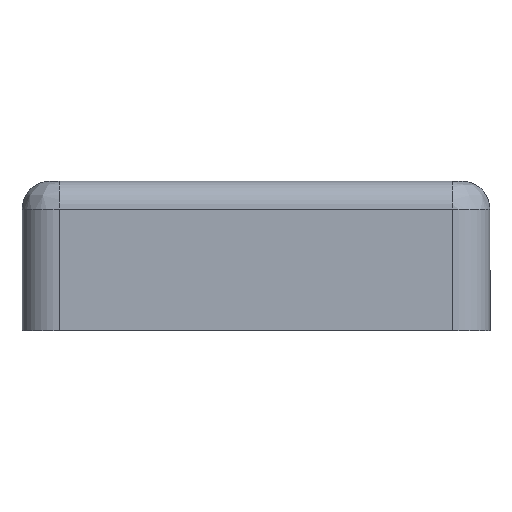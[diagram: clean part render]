
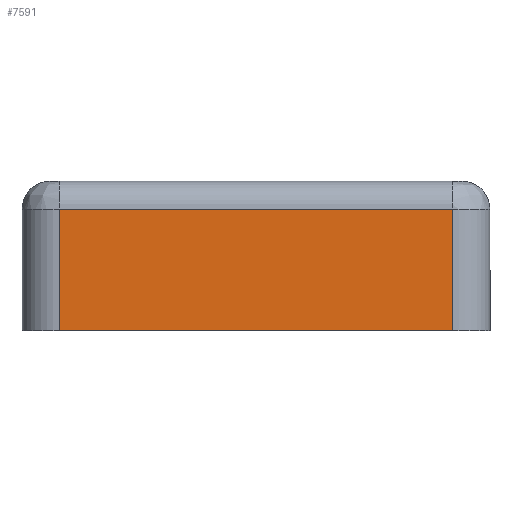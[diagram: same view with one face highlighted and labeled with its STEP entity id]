
A CAD part, left-side view. The second image highlights one B-rep face of the part: STEP entity #7591.
In plain terms, the highlighted planar face has unit normal (-1, 0, 0).
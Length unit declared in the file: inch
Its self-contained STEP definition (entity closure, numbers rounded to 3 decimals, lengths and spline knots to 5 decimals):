
#565 = DIRECTION ( 'NONE',  ( 0., 0., -1. ) ) ;
#632 = EDGE_LOOP ( 'NONE', ( #6624, #3689, #647, #3814 ) ) ;
#647 = ORIENTED_EDGE ( 'NONE', *, *, #6541, .F. ) ;
#738 = DIRECTION ( 'NONE',  ( 1., 0., 0. ) ) ;
#743 = LINE ( 'NONE', #3375, #2397 ) ;
#803 = CARTESIAN_POINT ( 'NONE',  ( -1.9685, 0.98425, 0.62992 ) ) ;
#1282 = LINE ( 'NONE', #8063, #4773 ) ;
#1510 = EDGE_CURVE ( 'NONE', #6519, #5134, #2228, .T. ) ;
#1907 = VECTOR ( 'NONE', #7701, 39.37008 ) ;
#2129 = PLANE ( 'NONE',  #7626 ) ;
#2228 = LINE ( 'NONE', #7629, #1907 ) ;
#2397 = VECTOR ( 'NONE', #3410, 39.37008 ) ;
#3375 = CARTESIAN_POINT ( 'NONE',  ( -1.9685, -0.82677, 0.62992 ) ) ;
#3410 = DIRECTION ( 'NONE',  ( 0., 0., -1. ) ) ;
#3689 = ORIENTED_EDGE ( 'NONE', *, *, #5202, .F. ) ;
#3814 = ORIENTED_EDGE ( 'NONE', *, *, #4656, .F. ) ;
#4656 = EDGE_CURVE ( 'NONE', #5134, #6480, #743, .T. ) ;
#4745 = VECTOR ( 'NONE', #6967, 39.37008 ) ;
#4773 = VECTOR ( 'NONE', #7909, 39.37008 ) ;
#4834 = CARTESIAN_POINT ( 'NONE',  ( -1.9685, 0.82677, 0. ) ) ;
#5134 = VERTEX_POINT ( 'NONE', #7896 ) ;
#5202 = EDGE_CURVE ( 'NONE', #7992, #6519, #8400, .T. ) ;
#6480 = VERTEX_POINT ( 'NONE', #8362 ) ;
#6519 = VERTEX_POINT ( 'NONE', #8088 ) ;
#6541 = EDGE_CURVE ( 'NONE', #6480, #7992, #1282, .T. ) ;
#6624 = ORIENTED_EDGE ( 'NONE', *, *, #1510, .F. ) ;
#6877 = CARTESIAN_POINT ( 'NONE',  ( -1.9685, 0.82677, 0.62992 ) ) ;
#6967 = DIRECTION ( 'NONE',  ( 0., 0., 1. ) ) ;
#7591 = ADVANCED_FACE ( 'NONE', ( #7598 ), #2129, .F. ) ;
#7598 = FACE_OUTER_BOUND ( 'NONE', #632, .T. ) ;
#7626 = AXIS2_PLACEMENT_3D ( 'NONE', #803, #738, #565 ) ;
#7629 = CARTESIAN_POINT ( 'NONE',  ( -1.9685, -0.98425, 0.51181 ) ) ;
#7701 = DIRECTION ( 'NONE',  ( 0., -1., 0. ) ) ;
#7896 = CARTESIAN_POINT ( 'NONE',  ( -1.9685, -0.82677, 0.51181 ) ) ;
#7909 = DIRECTION ( 'NONE',  ( 0., 1., 0. ) ) ;
#7992 = VERTEX_POINT ( 'NONE', #4834 ) ;
#8063 = CARTESIAN_POINT ( 'NONE',  ( -1.9685, 0.98425, 0. ) ) ;
#8088 = CARTESIAN_POINT ( 'NONE',  ( -1.9685, 0.82677, 0.51181 ) ) ;
#8362 = CARTESIAN_POINT ( 'NONE',  ( -1.9685, -0.82677, 0. ) ) ;
#8400 = LINE ( 'NONE', #6877, #4745 ) ;
